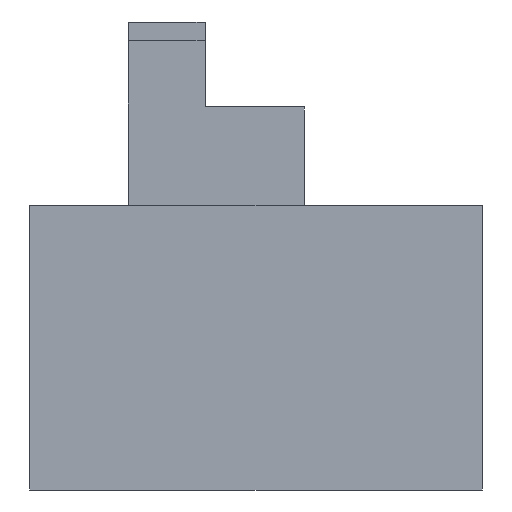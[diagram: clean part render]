
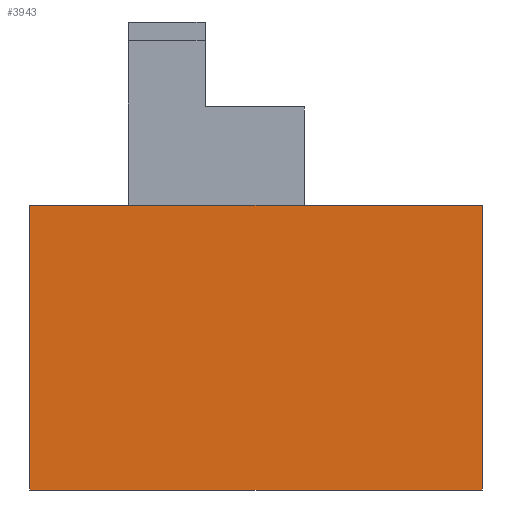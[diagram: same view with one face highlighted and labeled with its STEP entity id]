
A CAD part, front view. The second image highlights one B-rep face of the part: STEP entity #3943.
In plain terms, the highlighted planar face has unit normal (0, -1, 0).
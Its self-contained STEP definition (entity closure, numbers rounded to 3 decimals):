
#229=FACE_OUTER_BOUND('',#425,.T.);
#425=EDGE_LOOP('',(#2678,#2679,#2680,#2681));
#622=LINE('',#5424,#1174);
#626=LINE('',#5432,#1178);
#629=LINE('',#5438,#1181);
#632=LINE('',#5443,#1184);
#1174=VECTOR('',#4466,10.);
#1178=VECTOR('',#4472,10.);
#1181=VECTOR('',#4477,10.);
#1184=VECTOR('',#4482,10.);
#1722=VERTEX_POINT('',#5422);
#1723=VERTEX_POINT('',#5423);
#1726=VERTEX_POINT('',#5431);
#1728=VERTEX_POINT('',#5437);
#2094=EDGE_CURVE('',#1722,#1723,#622,.T.);
#2098=EDGE_CURVE('',#1726,#1722,#626,.T.);
#2101=EDGE_CURVE('',#1728,#1726,#629,.T.);
#2104=EDGE_CURVE('',#1723,#1728,#632,.T.);
#2678=ORIENTED_EDGE('',*,*,#2104,.F.);
#2679=ORIENTED_EDGE('',*,*,#2094,.F.);
#2680=ORIENTED_EDGE('',*,*,#2098,.F.);
#2681=ORIENTED_EDGE('',*,*,#2101,.F.);
#3748=PLANE('',#4248);
#3943=ADVANCED_FACE('',(#229),#3748,.F.);
#4248=AXIS2_PLACEMENT_3D('',#5446,#4486,#4487);
#4466=DIRECTION('',(1.,0.,0.));
#4472=DIRECTION('',(0.,0.,1.));
#4477=DIRECTION('',(-1.,0.,0.));
#4482=DIRECTION('',(0.,0.,-1.));
#4486=DIRECTION('center_axis',(0.,1.,0.));
#4487=DIRECTION('ref_axis',(0.,0.,1.));
#5422=CARTESIAN_POINT('',(0.,0.,0.));
#5423=CARTESIAN_POINT('',(120.8,0.,0.));
#5424=CARTESIAN_POINT('',(0.,0.,0.));
#5431=CARTESIAN_POINT('',(0.,0.,-76.));
#5432=CARTESIAN_POINT('',(0.,0.,-76.));
#5437=CARTESIAN_POINT('',(120.8,0.,-76.));
#5438=CARTESIAN_POINT('',(120.8,0.,-76.));
#5443=CARTESIAN_POINT('',(120.8,0.,0.));
#5446=CARTESIAN_POINT('Origin',(60.4,0.,-38.));
